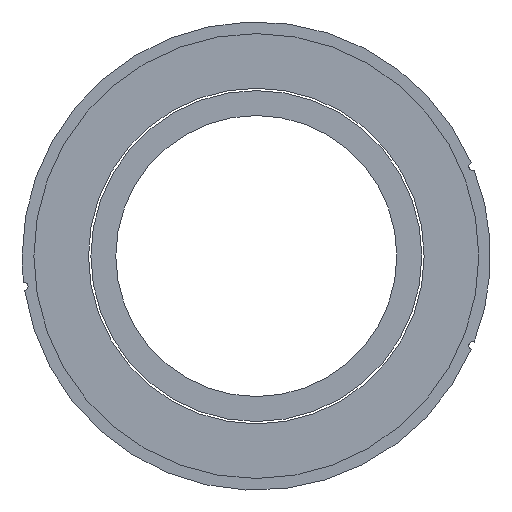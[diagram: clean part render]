
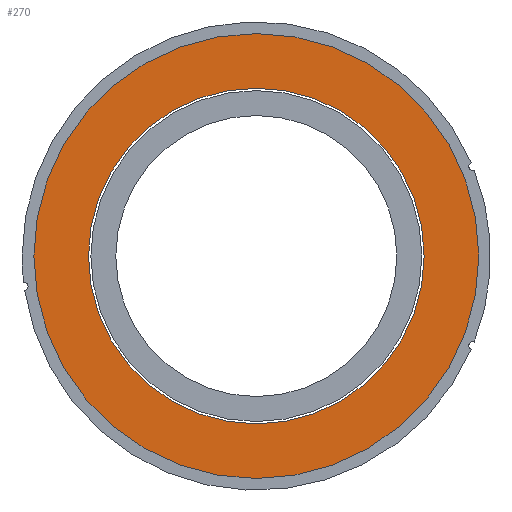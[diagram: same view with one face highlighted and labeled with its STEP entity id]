
A CAD part, front view. The second image highlights one B-rep face of the part: STEP entity #270.
In plain terms, the highlighted planar face has unit normal (0, -1, 0).
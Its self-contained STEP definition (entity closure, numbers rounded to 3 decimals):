
#47 = EDGE_CURVE ( 'NONE', #997, #921, #174, .T. ) ;
#60 = EDGE_CURVE ( 'NONE', #957, #911, #192, .T. ) ;
#64 = EDGE_CURVE ( 'NONE', #921, #997, #191, .T. ) ;
#88 = EDGE_CURVE ( 'NONE', #911, #957, #241, .T. ) ;
#169 = AXIS2_PLACEMENT_3D ( 'NONE', #1303, #1343, #1335 ) ;
#174 = CIRCLE ( 'NONE', #169, 21.5 ) ;
#186 = AXIS2_PLACEMENT_3D ( 'NONE', #424, #433, #426 ) ;
#191 = CIRCLE ( 'NONE', #186, 21.5 ) ;
#192 = CIRCLE ( 'NONE', #194, 28.5 ) ;
#194 = AXIS2_PLACEMENT_3D ( 'NONE', #1375, #1364, #1369 ) ;
#241 = CIRCLE ( 'NONE', #243, 28.5 ) ;
#243 = AXIS2_PLACEMENT_3D ( 'NONE', #455, #472, #464 ) ;
#270 = ADVANCED_FACE ( 'NONE', ( #614, #605 ), #598, .T. ) ;
#315 = CARTESIAN_POINT ( 'NONE',  ( 0., -3., -21.5 ) ) ;
#424 = CARTESIAN_POINT ( 'NONE',  ( 0., -3., 0. ) ) ;
#426 = DIRECTION ( 'NONE',  ( 0., 0., -1. ) ) ;
#433 = DIRECTION ( 'NONE',  ( 0., 1., 0. ) ) ;
#455 = CARTESIAN_POINT ( 'NONE',  ( 0., -3., 0. ) ) ;
#464 = DIRECTION ( 'NONE',  ( 0., 0., -1. ) ) ;
#472 = DIRECTION ( 'NONE',  ( 0., 1., 0. ) ) ;
#586 = DIRECTION ( 'NONE',  ( 0., -1., 0. ) ) ;
#588 = CARTESIAN_POINT ( 'NONE',  ( -7.637, -3., 0.019 ) ) ;
#598 = PLANE ( 'NONE',  #858 ) ;
#603 = DIRECTION ( 'NONE',  ( 0., 0., -1. ) ) ;
#605 = FACE_BOUND ( 'NONE', #1202, .T. ) ;
#614 = FACE_OUTER_BOUND ( 'NONE', #1175, .T. ) ;
#823 = CARTESIAN_POINT ( 'NONE',  ( 0., -3., -28.5 ) ) ;
#829 = CARTESIAN_POINT ( 'NONE',  ( 0., -3., 28.5 ) ) ;
#848 = CARTESIAN_POINT ( 'NONE',  ( 0., -3., 21.5 ) ) ;
#858 = AXIS2_PLACEMENT_3D ( 'NONE', #588, #586, #603 ) ;
#911 = VERTEX_POINT ( 'NONE', #823 ) ;
#921 = VERTEX_POINT ( 'NONE', #848 ) ;
#957 = VERTEX_POINT ( 'NONE', #829 ) ;
#997 = VERTEX_POINT ( 'NONE', #315 ) ;
#1028 = ORIENTED_EDGE ( 'NONE', *, *, #60, .F. ) ;
#1038 = ORIENTED_EDGE ( 'NONE', *, *, #47, .T. ) ;
#1044 = ORIENTED_EDGE ( 'NONE', *, *, #88, .F. ) ;
#1075 = ORIENTED_EDGE ( 'NONE', *, *, #64, .T. ) ;
#1175 = EDGE_LOOP ( 'NONE', ( #1028, #1044 ) ) ;
#1202 = EDGE_LOOP ( 'NONE', ( #1075, #1038 ) ) ;
#1303 = CARTESIAN_POINT ( 'NONE',  ( 0., -3., 0. ) ) ;
#1335 = DIRECTION ( 'NONE',  ( 0., 0., -1. ) ) ;
#1343 = DIRECTION ( 'NONE',  ( 0., 1., 0. ) ) ;
#1364 = DIRECTION ( 'NONE',  ( 0., 1., 0. ) ) ;
#1369 = DIRECTION ( 'NONE',  ( 0., 0., -1. ) ) ;
#1375 = CARTESIAN_POINT ( 'NONE',  ( 0., -3., 0. ) ) ;
